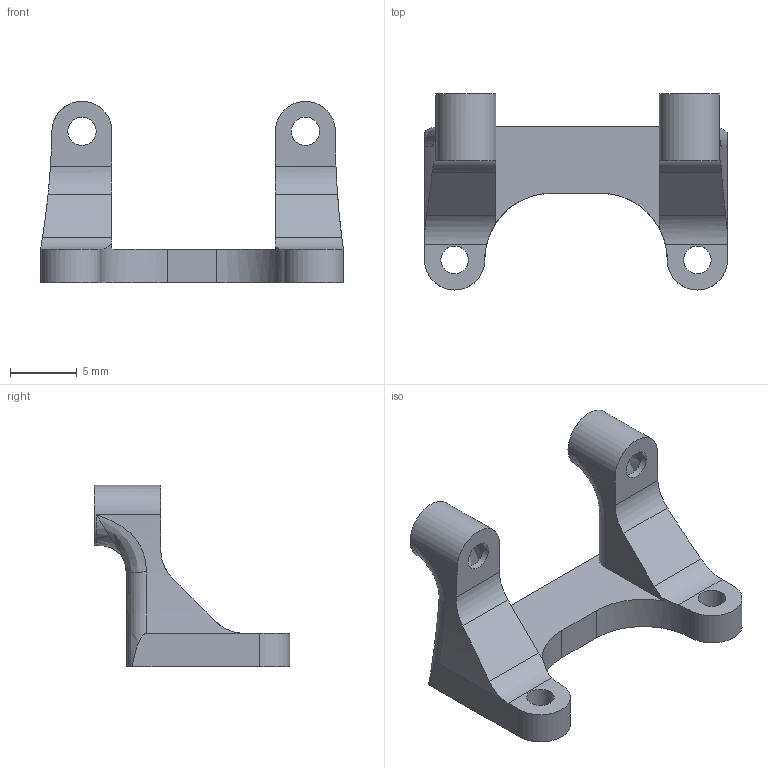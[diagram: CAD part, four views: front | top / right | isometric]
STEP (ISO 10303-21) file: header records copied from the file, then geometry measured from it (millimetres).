
FILE_DESCRIPTION(/* description */ (''),/* implementation_level */ '2;1');
FILE_NAME(/* name */ 'BTT Microprobe Mount - V0.1.2.step',/* time_stamp */ '2024-06-04T16:34:40-04:00',/* author */ (''),/* organization */ (''),/* preprocessor_version */ 'ST-DEVELOPER v20',/* originating_system */ 'Autodesk Translation Framework v13.14.0.145',/* authorisation */ '');
FILE_SCHEMA (('AUTOMOTIVE_DESIGN { 1 0 10303 214 3 1 1 }'));
Length unit declared in the file: millimetre
Products named in the file (1): BTT Microprobe Mount
Bounding box: 22.7 x 14.68 x 13.6 mm (x, y, z)
Volume: 864.2 mm3; surface area: 1000.1 mm2
Topology: 1 solids, 1 shells, 48 faces, 124 edges, 76 vertices
Faces by surface type: plane 19, cylinder 18, bspline 7, cone 2, torus 2
Full cylindrical faces by diameter (mm): 2.075 x1, 2.076 x1, 2.125 x2, 4.5 x2
Entity records: 2179 total; most frequent: CARTESIAN_POINT 994, ORIENTED_EDGE 240, DIRECTION 232, EDGE_CURVE 120, AXIS2_PLACEMENT_3D 91, VERTEX_POINT 76, EDGE_LOOP 58, LINE 50
